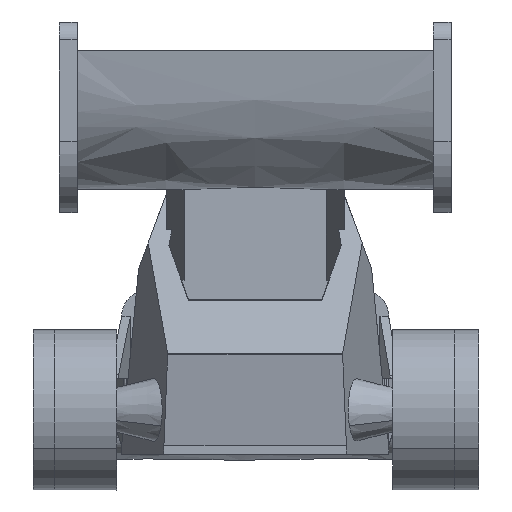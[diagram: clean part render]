
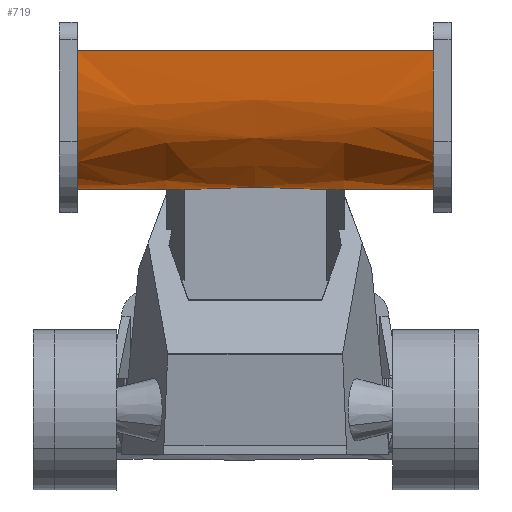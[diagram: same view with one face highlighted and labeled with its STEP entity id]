
A CAD part, front view. The second image highlights one B-rep face of the part: STEP entity #719.
In plain terms, the highlighted face is a extrusion surface.
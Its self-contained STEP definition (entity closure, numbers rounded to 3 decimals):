
#61=CARTESIAN_POINT('Vertex',(16.35,-54.973,29.757)) ;
#67=CARTESIAN_POINT('Control Point',(16.35,-50.023,30.281)) ;
#68=CARTESIAN_POINT('Control Point',(16.35,-51.034,30.093)) ;
#69=CARTESIAN_POINT('Control Point',(16.35,-52.037,29.943)) ;
#70=CARTESIAN_POINT('Control Point',(16.35,-53.03,29.833)) ;
#71=CARTESIAN_POINT('Control Point',(16.35,-54.01,29.77)) ;
#72=CARTESIAN_POINT('Control Point',(16.35,-54.973,29.757)) ;
#73=CARTESIAN_POINT('Vertex',(16.35,-50.023,30.281)) ;
#176=CARTESIAN_POINT('Vertex',(18.35,-54.973,29.757)) ;
#181=CARTESIAN_POINT('Line Origine',(17.35,-54.973,29.757)) ;
#252=CARTESIAN_POINT('Vertex',(18.35,-50.023,30.281)) ;
#256=CARTESIAN_POINT('Control Point',(18.35,-50.023,30.281)) ;
#257=CARTESIAN_POINT('Control Point',(18.35,-51.034,30.093)) ;
#258=CARTESIAN_POINT('Control Point',(18.35,-52.037,29.943)) ;
#259=CARTESIAN_POINT('Control Point',(18.35,-53.03,29.833)) ;
#260=CARTESIAN_POINT('Control Point',(18.35,-54.01,29.77)) ;
#261=CARTESIAN_POINT('Control Point',(18.35,-54.973,29.757)) ;
#450=CARTESIAN_POINT('Vertex',(28.35,-69.07,45.327)) ;
#454=CARTESIAN_POINT('Control Point',(28.35,-50.023,30.281)) ;
#455=CARTESIAN_POINT('Control Point',(28.35,-53.711,29.596)) ;
#456=CARTESIAN_POINT('Control Point',(28.35,-56.954,29.468)) ;
#457=CARTESIAN_POINT('Control Point',(28.35,-59.751,29.898)) ;
#458=CARTESIAN_POINT('Control Point',(28.35,-64.405,31.85)) ;
#459=CARTESIAN_POINT('Control Point',(28.35,-67.315,35.984)) ;
#460=CARTESIAN_POINT('Control Point',(28.35,-68.327,38.564)) ;
#461=CARTESIAN_POINT('Control Point',(28.35,-68.912,41.678)) ;
#462=CARTESIAN_POINT('Control Point',(28.35,-69.07,45.327)) ;
#463=CARTESIAN_POINT('Vertex',(28.35,-50.023,30.281)) ;
#576=CARTESIAN_POINT('Line Origine',(8.35,-50.023,30.281)) ;
#580=CARTESIAN_POINT('Vertex',(0.35,-50.023,30.281)) ;
#605=CARTESIAN_POINT('Vertex',(-1.65,-50.023,30.281)) ;
#608=CARTESIAN_POINT('Line Origine',(8.35,-50.023,30.281)) ;
#612=CARTESIAN_POINT('Vertex',(-11.65,-50.023,30.281)) ;
#633=CARTESIAN_POINT('Line Origine',(8.35,-50.023,30.281)) ;
#654=CARTESIAN_POINT('Control Point',(8.35,-50.023,30.281)) ;
#655=CARTESIAN_POINT('Control Point',(8.35,-53.711,29.596)) ;
#656=CARTESIAN_POINT('Control Point',(8.35,-56.954,29.468)) ;
#657=CARTESIAN_POINT('Control Point',(8.35,-59.751,29.898)) ;
#658=CARTESIAN_POINT('Control Point',(8.35,-64.405,31.85)) ;
#659=CARTESIAN_POINT('Control Point',(8.35,-67.315,35.984)) ;
#660=CARTESIAN_POINT('Control Point',(8.35,-68.327,38.564)) ;
#661=CARTESIAN_POINT('Control Point',(8.35,-68.912,41.678)) ;
#662=CARTESIAN_POINT('Control Point',(8.35,-69.07,45.327)) ;
#666=CARTESIAN_POINT('Line Origine',(8.35,-69.07,45.327)) ;
#670=CARTESIAN_POINT('Vertex',(-11.65,-69.07,45.327)) ;
#674=CARTESIAN_POINT('Control Point',(-11.65,-50.023,30.281)) ;
#675=CARTESIAN_POINT('Control Point',(-11.65,-53.711,29.596)) ;
#676=CARTESIAN_POINT('Control Point',(-11.65,-56.954,29.468)) ;
#677=CARTESIAN_POINT('Control Point',(-11.65,-59.751,29.898)) ;
#678=CARTESIAN_POINT('Control Point',(-11.65,-64.405,31.85)) ;
#679=CARTESIAN_POINT('Control Point',(-11.65,-67.315,35.984)) ;
#680=CARTESIAN_POINT('Control Point',(-11.65,-68.327,38.564)) ;
#681=CARTESIAN_POINT('Control Point',(-11.65,-68.912,41.678)) ;
#682=CARTESIAN_POINT('Control Point',(-11.65,-69.07,45.327)) ;
#685=CARTESIAN_POINT('Control Point',(-1.65,-50.023,30.281)) ;
#686=CARTESIAN_POINT('Control Point',(-1.65,-51.708,29.968)) ;
#687=CARTESIAN_POINT('Control Point',(-1.65,-53.369,29.778)) ;
#688=CARTESIAN_POINT('Control Point',(-1.65,-54.973,29.757)) ;
#689=CARTESIAN_POINT('Vertex',(-1.65,-54.973,29.757)) ;
#692=CARTESIAN_POINT('Line Origine',(8.35,-54.973,29.757)) ;
#696=CARTESIAN_POINT('Vertex',(0.35,-54.973,29.757)) ;
#700=CARTESIAN_POINT('Control Point',(0.35,-50.023,30.281)) ;
#701=CARTESIAN_POINT('Control Point',(0.35,-51.708,29.968)) ;
#702=CARTESIAN_POINT('Control Point',(0.35,-53.369,29.778)) ;
#703=CARTESIAN_POINT('Control Point',(0.35,-54.973,29.757)) ;
#182=DIRECTION('Vector Direction',(1.,0.,0.)) ;
#577=DIRECTION('Vector Direction',(1.,0.,0.)) ;
#609=DIRECTION('Vector Direction',(1.,0.,0.)) ;
#634=DIRECTION('Vector Direction',(1.,0.,0.)) ;
#663=DIRECTION('Vector Direction',(1.,0.,0.)) ;
#667=DIRECTION('Vector Direction',(1.,0.,0.)) ;
#693=DIRECTION('Vector Direction',(1.,0.,0.)) ;
#706=ORIENTED_EDGE('',*,*,#75,.T.) ;
#707=ORIENTED_EDGE('',*,*,#185,.T.) ;
#708=ORIENTED_EDGE('',*,*,#262,.F.) ;
#709=ORIENTED_EDGE('',*,*,#637,.T.) ;
#710=ORIENTED_EDGE('',*,*,#465,.F.) ;
#711=ORIENTED_EDGE('',*,*,#672,.F.) ;
#712=ORIENTED_EDGE('',*,*,#683,.T.) ;
#713=ORIENTED_EDGE('',*,*,#614,.T.) ;
#714=ORIENTED_EDGE('',*,*,#691,.T.) ;
#715=ORIENTED_EDGE('',*,*,#698,.T.) ;
#716=ORIENTED_EDGE('',*,*,#704,.F.) ;
#717=ORIENTED_EDGE('',*,*,#582,.T.) ;
#183=VECTOR('Line Direction',#182,1.) ;
#578=VECTOR('Line Direction',#577,1.) ;
#610=VECTOR('Line Direction',#609,1.) ;
#635=VECTOR('Line Direction',#634,1.) ;
#664=VECTOR('Extrusion Surface Vector',#663,1.) ;
#668=VECTOR('Line Direction',#667,1.) ;
#694=VECTOR('Line Direction',#693,1.) ;
#719=ADVANCED_FACE('Corps principal',(#718),#665,.F.) ;
#66=B_SPLINE_CURVE_WITH_KNOTS('',5,(#67,#68,#69,#70,#71,#72),.UNSPECIFIED.,.F.,.U.,(6,6),(0.,6.439),.UNSPECIFIED.) ;
#255=B_SPLINE_CURVE_WITH_KNOTS('',5,(#256,#257,#258,#259,#260,#261),.UNSPECIFIED.,.F.,.U.,(6,6),(0.,6.439),.UNSPECIFIED.) ;
#453=B_SPLINE_CURVE_WITH_KNOTS('',5,(#454,#455,#456,#457,#458,#459,#460,#461,#462),.UNSPECIFIED.,.F.,.U.,(6,3,6),(0.,14.149,28.006),.UNSPECIFIED.) ;
#653=B_SPLINE_CURVE_WITH_KNOTS('',5,(#654,#655,#656,#657,#658,#659,#660,#661,#662),.UNSPECIFIED.,.F.,.U.,(6,3,6),(0.,14.149,28.006),.UNSPECIFIED.) ;
#673=B_SPLINE_CURVE_WITH_KNOTS('',5,(#674,#675,#676,#677,#678,#679,#680,#681,#682),.UNSPECIFIED.,.F.,.U.,(6,3,6),(0.,14.149,28.006),.UNSPECIFIED.) ;
#684=B_SPLINE_CURVE_WITH_KNOTS('',3,(#685,#686,#687,#688),.UNSPECIFIED.,.F.,.U.,(4,4),(0.,6.439),.UNSPECIFIED.) ;
#699=B_SPLINE_CURVE_WITH_KNOTS('',3,(#700,#701,#702,#703),.UNSPECIFIED.,.F.,.U.,(4,4),(0.,6.439),.UNSPECIFIED.) ;
#75=EDGE_CURVE('',#74,#62,#66,.T.) ;
#185=EDGE_CURVE('',#62,#177,#184,.T.) ;
#262=EDGE_CURVE('',#253,#177,#255,.T.) ;
#465=EDGE_CURVE('',#451,#464,#453,.F.) ;
#582=EDGE_CURVE('',#581,#74,#579,.T.) ;
#614=EDGE_CURVE('',#613,#606,#611,.T.) ;
#637=EDGE_CURVE('',#253,#464,#636,.T.) ;
#672=EDGE_CURVE('',#671,#451,#669,.T.) ;
#683=EDGE_CURVE('',#671,#613,#673,.F.) ;
#691=EDGE_CURVE('',#606,#690,#684,.T.) ;
#698=EDGE_CURVE('',#690,#697,#695,.T.) ;
#704=EDGE_CURVE('',#581,#697,#699,.T.) ;
#705=EDGE_LOOP('',(#706,#707,#708,#709,#710,#711,#712,#713,#714,#715,#716,#717)) ;
#718=FACE_OUTER_BOUND('',#705,.T.) ;
#184=LINE('Line',#181,#183) ;
#579=LINE('Line',#576,#578) ;
#611=LINE('Line',#608,#610) ;
#636=LINE('Line',#633,#635) ;
#669=LINE('Line',#666,#668) ;
#695=LINE('Line',#692,#694) ;
#665=SURFACE_OF_LINEAR_EXTRUSION('generated tabulated cylinder',#653,#664) ;
#62=VERTEX_POINT('',#61) ;
#74=VERTEX_POINT('',#73) ;
#177=VERTEX_POINT('',#176) ;
#253=VERTEX_POINT('',#252) ;
#451=VERTEX_POINT('',#450) ;
#464=VERTEX_POINT('',#463) ;
#581=VERTEX_POINT('',#580) ;
#606=VERTEX_POINT('',#605) ;
#613=VERTEX_POINT('',#612) ;
#671=VERTEX_POINT('',#670) ;
#690=VERTEX_POINT('',#689) ;
#697=VERTEX_POINT('',#696) ;
